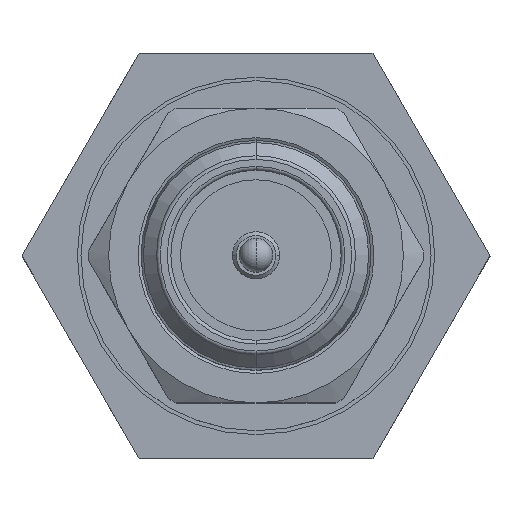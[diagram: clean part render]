
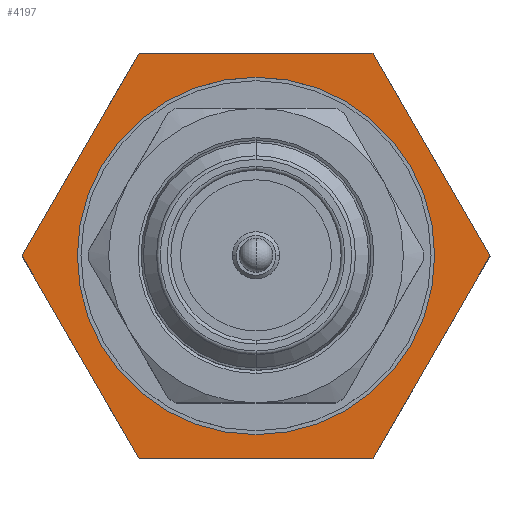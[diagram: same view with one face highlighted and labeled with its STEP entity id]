
A CAD part, top view. The second image highlights one B-rep face of the part: STEP entity #4197.
In plain terms, the highlighted planar face has unit normal (0, 0, 1).
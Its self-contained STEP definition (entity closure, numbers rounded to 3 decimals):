
#25 = DIRECTION ( 'NONE',  ( 0.5, -0.866, 0. ) ) ;
#37 = LINE ( 'NONE', #1841, #1797 ) ;
#372 = ORIENTED_EDGE ( 'NONE', *, *, #2058, .F. ) ;
#558 = EDGE_CURVE ( 'NONE', #2854, #2522, #6447, .T. ) ;
#722 = VERTEX_POINT ( 'NONE', #2786 ) ;
#944 = CARTESIAN_POINT ( 'NONE',  ( 3.175, -5.5, -11. ) ) ;
#951 = EDGE_CURVE ( 'NONE', #1325, #4896, #37, .T. ) ;
#1015 = AXIS2_PLACEMENT_3D ( 'NONE', #4710, #6945, #6738 ) ;
#1026 = CIRCLE ( 'NONE', #7272, 4.85 ) ;
#1034 = VERTEX_POINT ( 'NONE', #5603 ) ;
#1166 = ORIENTED_EDGE ( 'NONE', *, *, #8131, .T. ) ;
#1212 = CARTESIAN_POINT ( 'NONE',  ( -6.351, 0., -11. ) ) ;
#1255 = CARTESIAN_POINT ( 'NONE',  ( -3.175, -5.5, -11. ) ) ;
#1325 = VERTEX_POINT ( 'NONE', #944 ) ;
#1724 = EDGE_CURVE ( 'NONE', #2522, #722, #1917, .T. ) ;
#1797 = VECTOR ( 'NONE', #6162, 1000. ) ;
#1798 = CARTESIAN_POINT ( 'NONE',  ( 3.175, 5.5, -11. ) ) ;
#1812 = CARTESIAN_POINT ( 'NONE',  ( -3.175, 5.5, -11. ) ) ;
#1841 = CARTESIAN_POINT ( 'NONE',  ( 3.175, -5.5, -11. ) ) ;
#1878 = LINE ( 'NONE', #1812, #4911 ) ;
#1917 = LINE ( 'NONE', #1255, #4951 ) ;
#2058 = EDGE_CURVE ( 'NONE', #5079, #3307, #7553, .T. ) ;
#2073 = ORIENTED_EDGE ( 'NONE', *, *, #1724, .T. ) ;
#2104 = DIRECTION ( 'NONE',  ( 0., 1., 0. ) ) ;
#2125 = CARTESIAN_POINT ( 'NONE',  ( 0., 4.85, -11. ) ) ;
#2239 = DIRECTION ( 'NONE',  ( 0., 0., 1. ) ) ;
#2301 = CARTESIAN_POINT ( 'NONE',  ( 0., 0., -11. ) ) ;
#2303 = EDGE_CURVE ( 'NONE', #3307, #5079, #1026, .T. ) ;
#2371 = EDGE_LOOP ( 'NONE', ( #6570, #2073, #3390, #5912, #6188, #1166 ) ) ;
#2426 = EDGE_CURVE ( 'NONE', #722, #1325, #6388, .T. ) ;
#2471 = DIRECTION ( 'NONE',  ( -1., 0., 0. ) ) ;
#2504 = DIRECTION ( 'NONE',  ( -0.5, 0.866, 0. ) ) ;
#2522 = VERTEX_POINT ( 'NONE', #1212 ) ;
#2528 = FACE_BOUND ( 'NONE', #6676, .T. ) ;
#2606 = CARTESIAN_POINT ( 'NONE',  ( -3.175, 5.5, -11. ) ) ;
#2786 = CARTESIAN_POINT ( 'NONE',  ( -3.175, -5.5, -11. ) ) ;
#2854 = VERTEX_POINT ( 'NONE', #2606 ) ;
#3120 = PLANE ( 'NONE',  #5691 ) ;
#3170 = VECTOR ( 'NONE', #4473, 1000. ) ;
#3249 = VECTOR ( 'NONE', #2504, 1000. ) ;
#3307 = VERTEX_POINT ( 'NONE', #2125 ) ;
#3390 = ORIENTED_EDGE ( 'NONE', *, *, #2426, .T. ) ;
#3437 = CARTESIAN_POINT ( 'NONE',  ( 6.351, 0., -11. ) ) ;
#4118 = FACE_OUTER_BOUND ( 'NONE', #2371, .T. ) ;
#4197 = ADVANCED_FACE ( 'NONE', ( #2528, #4118 ), #3120, .F. ) ;
#4473 = DIRECTION ( 'NONE',  ( -0.5, -0.866, 0. ) ) ;
#4573 = ORIENTED_EDGE ( 'NONE', *, *, #2303, .F. ) ;
#4644 = LINE ( 'NONE', #1798, #3249 ) ;
#4710 = CARTESIAN_POINT ( 'NONE',  ( 0., 0., -11. ) ) ;
#4896 = VERTEX_POINT ( 'NONE', #3437 ) ;
#4911 = VECTOR ( 'NONE', #2471, 1000. ) ;
#4951 = VECTOR ( 'NONE', #25, 1000. ) ;
#5079 = VERTEX_POINT ( 'NONE', #6070 ) ;
#5603 = CARTESIAN_POINT ( 'NONE',  ( 3.175, 5.5, -11. ) ) ;
#5691 = AXIS2_PLACEMENT_3D ( 'NONE', #6786, #6292, #6696 ) ;
#5747 = DIRECTION ( 'NONE',  ( 1., 0., 0. ) ) ;
#5836 = CARTESIAN_POINT ( 'NONE',  ( -3.175, -5.5, -11. ) ) ;
#5912 = ORIENTED_EDGE ( 'NONE', *, *, #951, .T. ) ;
#6070 = CARTESIAN_POINT ( 'NONE',  ( 0., -4.85, -11. ) ) ;
#6162 = DIRECTION ( 'NONE',  ( 0.5, 0.866, 0. ) ) ;
#6188 = ORIENTED_EDGE ( 'NONE', *, *, #7413, .T. ) ;
#6292 = DIRECTION ( 'NONE',  ( 0., 0., -1. ) ) ;
#6388 = LINE ( 'NONE', #5836, #7842 ) ;
#6447 = LINE ( 'NONE', #8102, #3170 ) ;
#6570 = ORIENTED_EDGE ( 'NONE', *, *, #558, .T. ) ;
#6676 = EDGE_LOOP ( 'NONE', ( #4573, #372 ) ) ;
#6696 = DIRECTION ( 'NONE',  ( 0., -1., 0. ) ) ;
#6738 = DIRECTION ( 'NONE',  ( 0., 1., 0. ) ) ;
#6786 = CARTESIAN_POINT ( 'NONE',  ( -4.85, 0., -11. ) ) ;
#6945 = DIRECTION ( 'NONE',  ( 0., 0., 1. ) ) ;
#7272 = AXIS2_PLACEMENT_3D ( 'NONE', #2301, #2239, #2104 ) ;
#7413 = EDGE_CURVE ( 'NONE', #4896, #1034, #4644, .T. ) ;
#7553 = CIRCLE ( 'NONE', #1015, 4.85 ) ;
#7842 = VECTOR ( 'NONE', #5747, 1000. ) ;
#8102 = CARTESIAN_POINT ( 'NONE',  ( -3.175, 5.5, -11. ) ) ;
#8131 = EDGE_CURVE ( 'NONE', #1034, #2854, #1878, .T. ) ;
